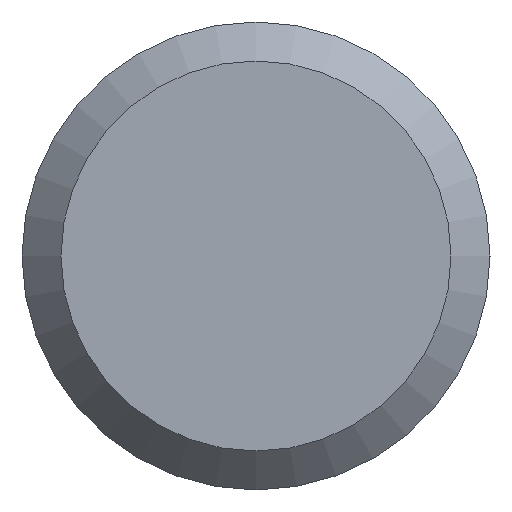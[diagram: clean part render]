
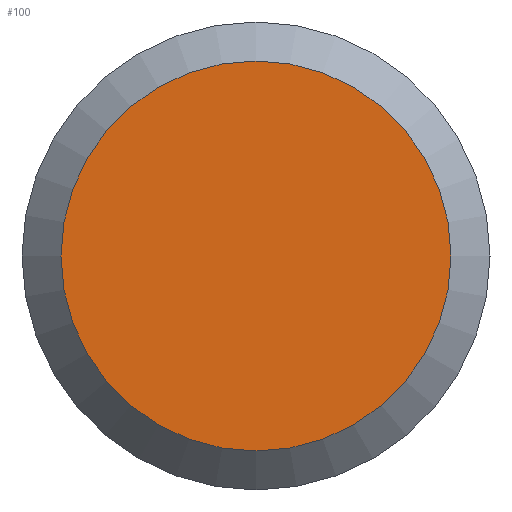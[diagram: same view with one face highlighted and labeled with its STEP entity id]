
A CAD part, left-side view. The second image highlights one B-rep face of the part: STEP entity #100.
In plain terms, the highlighted planar face has unit normal (-1, 0, 0).
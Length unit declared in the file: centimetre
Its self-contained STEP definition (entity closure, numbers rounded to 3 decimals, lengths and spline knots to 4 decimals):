
#23=PLANE('',#113);
#33=FACE_OUTER_BOUND('',#43,.T.);
#43=EDGE_LOOP('',(#83));
#58=CIRCLE('',#112,0.25);
#66=VERTEX_POINT('',#167);
#74=EDGE_CURVE('',#66,#66,#58,.T.);
#83=ORIENTED_EDGE('',*,*,#74,.T.);
#100=ADVANCED_FACE('',(#33),#23,.T.);
#112=AXIS2_PLACEMENT_3D('',#168,#133,#134);
#113=AXIS2_PLACEMENT_3D('',#169,#135,#136);
#133=DIRECTION('center_axis',(-1.,0.,0.));
#134=DIRECTION('ref_axis',(0.,1.,0.));
#135=DIRECTION('center_axis',(-1.,0.,0.));
#136=DIRECTION('ref_axis',(0.,0.,1.));
#167=CARTESIAN_POINT('',(0.,0.25,0.));
#168=CARTESIAN_POINT('Origin',(0.,0.,0.));
#169=CARTESIAN_POINT('Origin',(0.,-0.275,-0.275));
